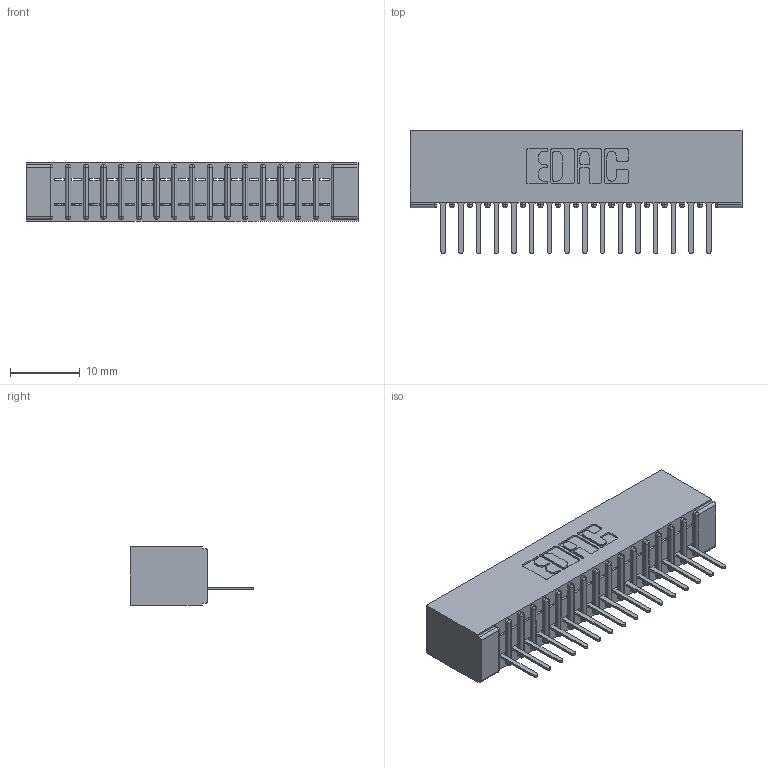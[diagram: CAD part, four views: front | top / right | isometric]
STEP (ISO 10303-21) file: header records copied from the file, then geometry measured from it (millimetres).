
FILE_DESCRIPTION (( 'STEP AP203' ), '1' );
FILE_NAME ('341-016-521-101.STEP', '2018-08-06T15:37:55', ( '' ), ( '' ), 'SwSTEP 2.0', 'SolidWorks 2016', '' );
FILE_SCHEMA (( 'CONFIG_CONTROL_DESIGN' ));
Length unit declared in the file: inch
Products named in the file (3): 341-292-001_341-292-121; 341-016-521-101; 341 Part_No Mounting Lugs
Assembly tree (17 placements, depth 2):
  341-016-521-101
    341 Part_No Mounting Lugs
    341-292-001_341-292-121  x16
Bounding box: 47.62 x 17.7 x 8.38 mm (x, y, z)
Volume: 2754.2 mm3; surface area: 5348.2 mm2
Topology: 17 solids, 17 shells, 1420 faces, 4084 edges, 2622 vertices
Faces by surface type: plane 880, cylinder 476, sphere 34, torus 30
Entity records: 22037 total; most frequent: CARTESIAN_POINT 3732, ORIENTED_EDGE 3720, DIRECTION 3622, EDGE_CURVE 1860, VECTOR 1478, LINE 1478, VERTEX_POINT 1182, AXIS2_PLACEMENT_3D 1072
